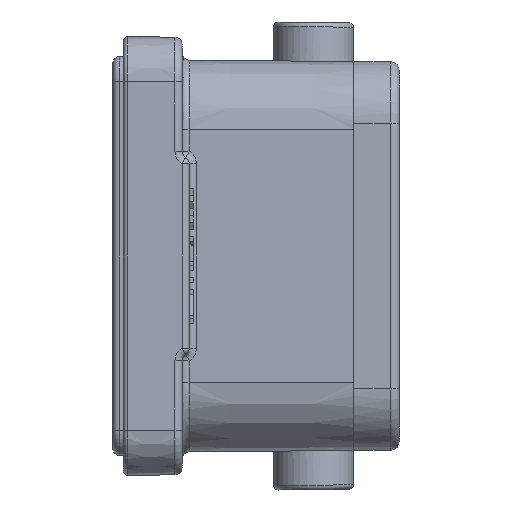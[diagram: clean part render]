
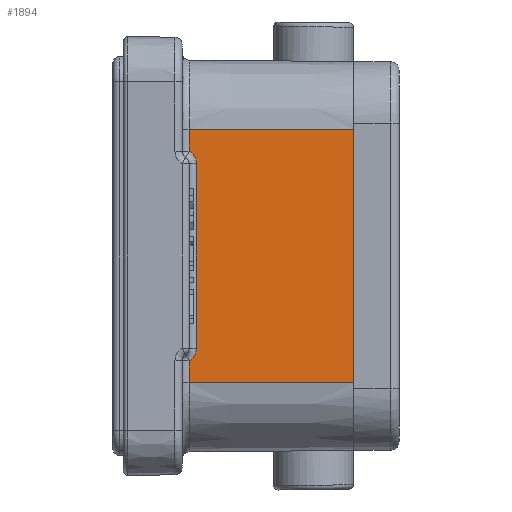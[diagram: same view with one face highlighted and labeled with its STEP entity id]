
A CAD part, left-side view. The second image highlights one B-rep face of the part: STEP entity #1894.
In plain terms, the highlighted planar face has unit normal (-1, -0.009, 0).
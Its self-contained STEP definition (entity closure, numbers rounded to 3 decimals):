
#199=ELLIPSE('',#13864,1.6,1.6);
#200=ELLIPSE('',#13869,1.6,1.6);
#1157=FACE_OUTER_BOUND('',#3813,.T.);
#1894=ADVANCED_FACE('',(#1157),#2475,.T.);
#2475=PLANE('',#13901);
#3813=EDGE_LOOP('',(#5741,#5742,#5743,#5744,#5745,#5746,#5747,#5748));
#5741=ORIENTED_EDGE('',*,*,#10188,.F.);
#5742=ORIENTED_EDGE('',*,*,#10186,.T.);
#5743=ORIENTED_EDGE('',*,*,#10183,.F.);
#5744=ORIENTED_EDGE('',*,*,#10177,.T.);
#5745=ORIENTED_EDGE('',*,*,#10220,.T.);
#5746=ORIENTED_EDGE('',*,*,#10221,.T.);
#5747=ORIENTED_EDGE('',*,*,#10123,.T.);
#5748=ORIENTED_EDGE('',*,*,#10219,.T.);
#8359=VERTEX_POINT('',#19534);
#8661=VERTEX_POINT('',#20916);
#8691=VERTEX_POINT('',#21046);
#8694=VERTEX_POINT('',#21059);
#8697=VERTEX_POINT('',#21074);
#8698=VERTEX_POINT('',#21089);
#8699=VERTEX_POINT('',#21093);
#8715=VERTEX_POINT('',#21190);
#10123=EDGE_CURVE('',#8661,#8359,#11794,.T.);
#10177=EDGE_CURVE('',#8694,#8691,#11810,.T.);
#10183=EDGE_CURVE('',#8694,#8697,#199,.T.);
#10186=EDGE_CURVE('',#8698,#8697,#11813,.T.);
#10188=EDGE_CURVE('',#8698,#8699,#200,.T.);
#10219=EDGE_CURVE('',#8359,#8699,#11825,.T.);
#10220=EDGE_CURVE('',#8691,#8715,#11826,.T.);
#10221=EDGE_CURVE('',#8715,#8661,#11827,.T.);
#11794=LINE('',#20915,#12740);
#11810=LINE('',#21062,#12756);
#11813=LINE('',#21090,#12759);
#11825=LINE('',#21187,#12771);
#11826=LINE('',#21189,#12772);
#11827=LINE('',#21191,#12773);
#12740=VECTOR('',#16359,1.);
#12756=VECTOR('',#16483,1.);
#12759=VECTOR('',#16506,1.);
#12771=VECTOR('',#16584,1.);
#12772=VECTOR('',#16587,1.);
#12773=VECTOR('',#16588,1.);
#13864=AXIS2_PLACEMENT_3D('',#21073,#16500,#16501);
#13869=AXIS2_PLACEMENT_3D('',#21094,#16511,#16512);
#13901=AXIS2_PLACEMENT_3D('',#21192,#16589,#16590);
#16359=DIRECTION('',(-0.009,1.,0.));
#16483=DIRECTION('',(0.,0.,-1.));
#16500=DIRECTION('',(-1.,-0.009,0.));
#16501=DIRECTION('',(0.009,-1.,0.));
#16506=DIRECTION('',(0.,0.,-1.));
#16511=DIRECTION('',(-1.,-0.009,0.));
#16512=DIRECTION('',(-0.009,1.,0.));
#16584=DIRECTION('',(0.,0.,-1.));
#16587=DIRECTION('',(0.009,-1.,0.));
#16588=DIRECTION('',(0.,0.,1.));
#16589=DIRECTION('',(-1.,-0.009,0.));
#16590=DIRECTION('',(0.,0.,-1.));
#19534=CARTESIAN_POINT('',(-60.159,18.207,14.));
#20915=CARTESIAN_POINT('',(-60.079,9.037,14.));
#20916=CARTESIAN_POINT('',(-60.,0.,14.));
#21046=CARTESIAN_POINT('',(-60.159,18.207,-14.));
#21059=CARTESIAN_POINT('',(-60.159,18.207,-11.586));
#21062=CARTESIAN_POINT('',(-60.159,18.207,-24.364));
#21073=CARTESIAN_POINT('',(-60.166,19.007,-10.2));
#21074=CARTESIAN_POINT('',(-60.152,17.407,-10.2));
#21089=CARTESIAN_POINT('',(-60.152,17.407,10.2));
#21090=CARTESIAN_POINT('',(-60.152,17.407,10.2));
#21093=CARTESIAN_POINT('',(-60.159,18.207,11.586));
#21094=CARTESIAN_POINT('',(-60.166,19.007,10.2));
#21187=CARTESIAN_POINT('',(-60.159,18.207,-24.364));
#21189=CARTESIAN_POINT('',(-60.079,9.037,-14.));
#21190=CARTESIAN_POINT('',(-60.,0.,-14.));
#21191=CARTESIAN_POINT('',(-60.,0.,-24.364));
#21192=CARTESIAN_POINT('',(-60.,0.,-24.364));
